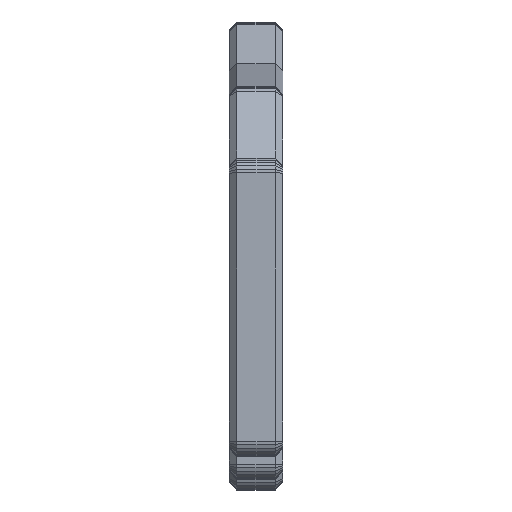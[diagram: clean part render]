
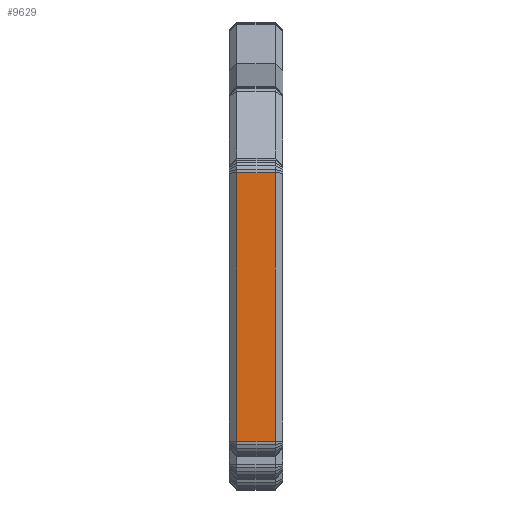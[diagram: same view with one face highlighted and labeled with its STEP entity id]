
A CAD part, left-side view. The second image highlights one B-rep face of the part: STEP entity #9629.
In plain terms, the highlighted planar face has unit normal (-1, 0, 0).
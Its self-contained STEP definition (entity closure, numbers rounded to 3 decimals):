
#680=FACE_OUTER_BOUND('',#1242,.T.);
#1242=EDGE_LOOP('',(#8620,#8621,#8622,#8623));
#2275=LINE('',#14868,#3541);
#2430=LINE('',#15176,#3696);
#2508=LINE('',#15333,#3774);
#2509=LINE('',#15335,#3775);
#3541=VECTOR('',#12101,10.);
#3696=VECTOR('',#12410,10.);
#3774=VECTOR('',#12624,10.);
#3775=VECTOR('',#12627,10.);
#4541=VERTEX_POINT('',#14863);
#4542=VERTEX_POINT('',#14867);
#4617=VERTEX_POINT('',#15170);
#4618=VERTEX_POINT('',#15174);
#5731=EDGE_CURVE('',#4542,#4541,#2275,.T.);
#5886=EDGE_CURVE('',#4618,#4617,#2430,.T.);
#5964=EDGE_CURVE('',#4542,#4617,#2508,.T.);
#5965=EDGE_CURVE('',#4541,#4618,#2509,.T.);
#8620=ORIENTED_EDGE('',*,*,#5731,.F.);
#8621=ORIENTED_EDGE('',*,*,#5964,.T.);
#8622=ORIENTED_EDGE('',*,*,#5886,.F.);
#8623=ORIENTED_EDGE('',*,*,#5965,.F.);
#9125=PLANE('',#10214);
#9629=ADVANCED_FACE('',(#680),#9125,.T.);
#10214=AXIS2_PLACEMENT_3D('',#15334,#12625,#12626);
#12101=DIRECTION('',(0.,0.,-1.));
#12410=DIRECTION('',(0.,0.,1.));
#12624=DIRECTION('',(0.,1.,0.));
#12625=DIRECTION('center_axis',(-1.,0.,0.));
#12626=DIRECTION('ref_axis',(0.,0.,1.));
#12627=DIRECTION('',(0.,1.,0.));
#14863=CARTESIAN_POINT('',(-136.5,1.5,0.423));
#14867=CARTESIAN_POINT('',(-136.5,1.5,56.027));
#14868=CARTESIAN_POINT('',(-136.5,1.5,19.611));
#15170=CARTESIAN_POINT('',(-136.5,9.5,56.027));
#15174=CARTESIAN_POINT('',(-136.5,9.5,0.423));
#15176=CARTESIAN_POINT('',(-136.5,9.5,19.611));
#15333=CARTESIAN_POINT('',(-136.5,0.,56.027));
#15334=CARTESIAN_POINT('Origin',(-136.5,0.,0.423));
#15335=CARTESIAN_POINT('',(-136.5,0.,0.423));
